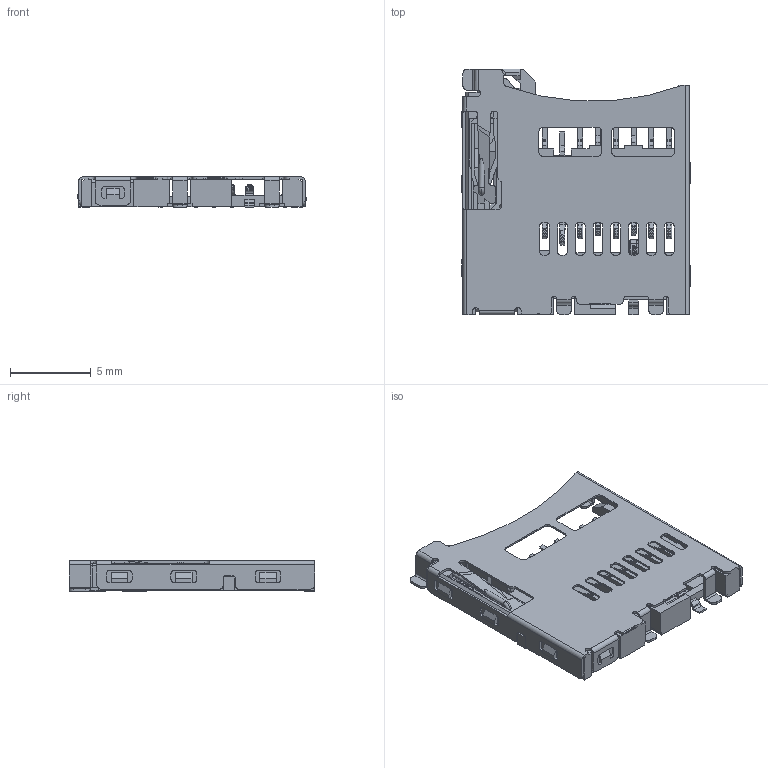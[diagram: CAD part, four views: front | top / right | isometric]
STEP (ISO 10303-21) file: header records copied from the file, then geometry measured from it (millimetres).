
FILE_DESCRIPTION(('STEP AP242'),'1');
FILE_NAME('47352-1001.stp','2020-07-28T11:44:03',('TraceParts'),('TraceParts S.A.'),'Spatial InterOp 3D',' ',' ');
FILE_SCHEMA(('AP242_MANAGED_MODEL_BASED_3D_ENGINEERING_MIM_LF {1 0 10303 442 1 1 4}'));
Length unit declared in the file: millimetre
Products named in the file (1): 47352-1001_1
Bounding box: 14.1 x 15.2 x 1.88 mm (x, y, z)
Volume: 121.6 mm3; surface area: 977.3 mm2
Topology: 1 solids, 1 shells, 1634 faces, 4468 edges, 2856 vertices
Faces by surface type: plane 910, cylinder 465, bspline 89, torus 86, cone 50, sphere 32, extrusion 2
Entity records: 77158 total; most frequent: CARTESIAN_POINT 36486, ORIENTED_EDGE 8768, DIRECTION 7973, EDGE_CURVE 4384, VECTOR 2993, LINE 2991, VERTEX_POINT 2752, AXIS2_PLACEMENT_3D 2490
